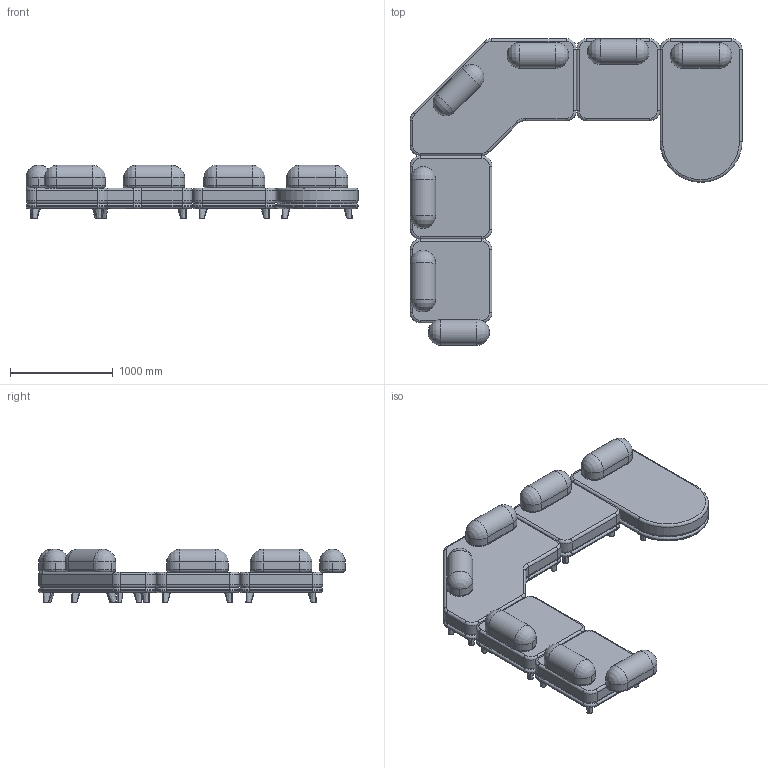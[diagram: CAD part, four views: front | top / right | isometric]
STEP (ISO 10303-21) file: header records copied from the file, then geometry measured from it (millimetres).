
FILE_DESCRIPTION(('FreeCAD Model'),'2;1');
FILE_NAME('Open CASCADE Shape Model','2025-12-29T14:43:16',(''),(''), 'Open CASCADE STEP processor 7.8','FreeCAD','Unknown');
FILE_SCHEMA(('AUTOMOTIVE_DESIGN { 1 0 10303 214 1 1 1 1 }'));
Length unit declared in the file: millimetre
Products named in the file (18): Assembly; Assembly001; Base; Cushion; Backrest; Legs; Assembly002; Assembly003; Assembly004; Assembly005
Assembly tree (44 placements, depth 3):
  Assembly
    Assembly001
      Base
      Cushion
      Backrest  x2
      Legs  x6
    Assembly002
      Base
      Cushion
      Backrest
      Legs  x4
    Assembly003
      Base
      Cushion
      Backrest
      Legs  x4
    Assembly004
      Base
      Cushion
      Backrest
      Legs  x4
    Assembly005
      Base
      Cushion
      Backrest
      Legs  x4
    Backrest
Bounding box: 3239.27 x 2989.98 x 525 mm (x, y, z)
Volume: 1040440813.5 mm3; surface area: 24127002.3 mm2
Topology: 39 solids, 39 shells, 512 faces, 1042 edges, 608 vertices
Faces by surface type: cylinder 195, plane 143, torus 116, bspline 44, revolution 14
Entity records: 7624 total; most frequent: CARTESIAN_POINT 1417, DIRECTION 1414, ORIENTED_EDGE 1072, AXIS2_PLACEMENT_3D 593, EDGE_CURVE 536, VERTEX_POINT 308, CIRCLE 302, ADVANCED_FACE 252
